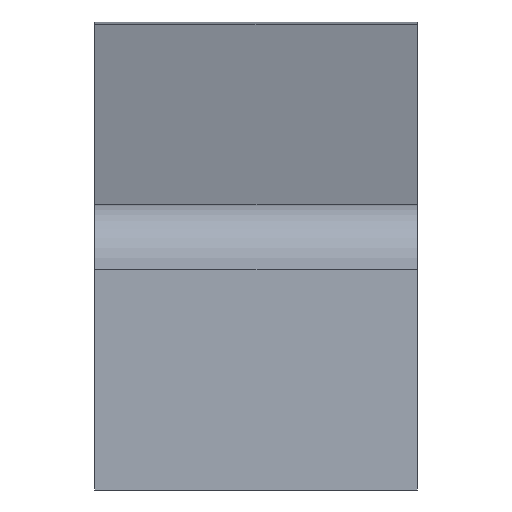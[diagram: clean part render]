
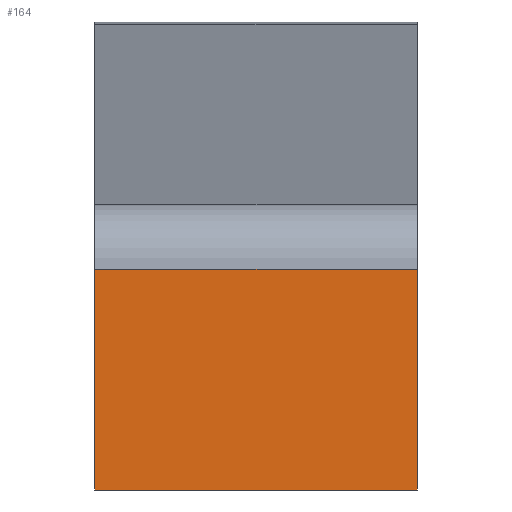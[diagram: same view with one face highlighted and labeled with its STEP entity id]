
A CAD part, left-side view. The second image highlights one B-rep face of the part: STEP entity #164.
In plain terms, the highlighted planar face has unit normal (-1, 0, 0).
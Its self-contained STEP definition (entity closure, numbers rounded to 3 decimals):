
#20=PLANE('',#179);
#29=FACE_OUTER_BOUND('',#38,.T.);
#38=EDGE_LOOP('',(#144,#145,#146,#147));
#43=LINE('',#242,#60);
#49=LINE('',#255,#66);
#50=LINE('',#258,#67);
#56=LINE('',#269,#73);
#60=VECTOR('',#196,10.);
#66=VECTOR('',#208,10.);
#67=VECTOR('',#211,10.);
#73=VECTOR('',#223,10.);
#83=VERTEX_POINT('',#239);
#84=VERTEX_POINT('',#241);
#88=VERTEX_POINT('',#253);
#89=VERTEX_POINT('',#257);
#98=EDGE_CURVE('',#83,#84,#43,.T.);
#105=EDGE_CURVE('',#88,#83,#49,.T.);
#106=EDGE_CURVE('',#89,#84,#50,.T.);
#112=EDGE_CURVE('',#89,#88,#56,.T.);
#144=ORIENTED_EDGE('',*,*,#105,.F.);
#145=ORIENTED_EDGE('',*,*,#112,.F.);
#146=ORIENTED_EDGE('',*,*,#106,.T.);
#147=ORIENTED_EDGE('',*,*,#98,.F.);
#164=ADVANCED_FACE('',(#29),#20,.T.);
#179=AXIS2_PLACEMENT_3D('',#268,#221,#222);
#196=DIRECTION('',(0.,0.,-1.));
#208=DIRECTION('',(0.,-1.,0.));
#211=DIRECTION('',(0.,-1.,0.));
#221=DIRECTION('center_axis',(-1.,0.,0.));
#222=DIRECTION('ref_axis',(0.,0.,1.));
#223=DIRECTION('',(0.,0.,1.));
#239=CARTESIAN_POINT('',(66.282,-5.,-44.763));
#241=CARTESIAN_POINT('',(66.282,-5.,-51.6));
#242=CARTESIAN_POINT('',(66.282,-5.,-51.6));
#253=CARTESIAN_POINT('',(66.282,5.,-44.763));
#255=CARTESIAN_POINT('',(66.282,0.,-44.763));
#257=CARTESIAN_POINT('',(66.282,5.,-51.6));
#258=CARTESIAN_POINT('',(66.282,0.,-51.6));
#268=CARTESIAN_POINT('Origin',(66.282,0.,-51.6));
#269=CARTESIAN_POINT('',(66.282,5.,-51.6));
